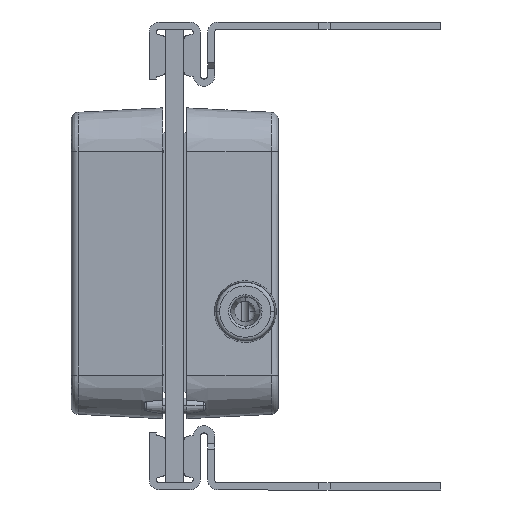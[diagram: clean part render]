
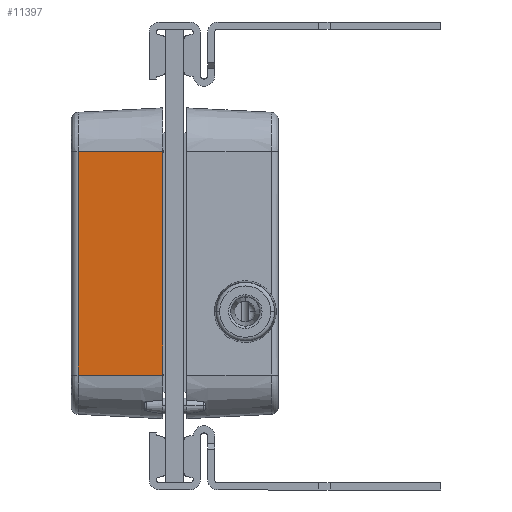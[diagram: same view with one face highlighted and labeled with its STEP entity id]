
A CAD part, left-side view. The second image highlights one B-rep face of the part: STEP entity #11397.
In plain terms, the highlighted face is planar.
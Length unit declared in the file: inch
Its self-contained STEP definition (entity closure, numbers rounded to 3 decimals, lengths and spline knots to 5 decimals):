
#2009 = ORIENTED_EDGE ( 'NONE', *, *, #6622, .F. ) ;
#2010 = ORIENTED_EDGE ( 'NONE', *, *, #11036, .T. ) ;
#2029 = ORIENTED_EDGE ( 'NONE', *, *, #6629, .F. ) ;
#2084 = ORIENTED_EDGE ( 'NONE', *, *, #6394, .T. ) ;
#2685 = LINE ( 'NONE', #3793, #2707 ) ;
#2707 = VECTOR ( 'NONE', #3794, 39.37008 ) ;
#2714 = LINE ( 'NONE', #3864, #2718 ) ;
#2718 = VECTOR ( 'NONE', #3863, 39.37008 ) ;
#2752 = VECTOR ( 'NONE', #3886, 39.37008 ) ;
#2767 = LINE ( 'NONE', #3888, #2752 ) ;
#3793 = CARTESIAN_POINT ( 'NONE',  ( 0.23295, -0.11967, 0.11927 ) ) ;
#3794 = DIRECTION ( 'NONE',  ( 0.052, -0.001, -0.999 ) ) ;
#3863 = DIRECTION ( 'NONE',  ( 0.052, 0.001, -0.999 ) ) ;
#3864 = CARTESIAN_POINT ( 'NONE',  ( 0.23597, 0.18571, 0.0615 ) ) ;
#3886 = DIRECTION ( 'NONE',  ( 0., 1., 0. ) ) ;
#3888 = CARTESIAN_POINT ( 'NONE',  ( 0.23295, 0.033, 0.11927 ) ) ;
#6363 = AXIS2_PLACEMENT_3D ( 'NONE', #8530, #8566, #8543 ) ;
#6394 = EDGE_CURVE ( 'NONE', #11723, #11514, #2685, .T. ) ;
#6622 = EDGE_CURVE ( 'NONE', #11686, #12604, #2714, .T. ) ;
#6629 = EDGE_CURVE ( 'NONE', #11723, #11686, #2767, .T. ) ;
#8091 = FACE_OUTER_BOUND ( 'NONE', #13174, .T. ) ;
#8232 = LINE ( 'NONE', #10912, #8240 ) ;
#8240 = VECTOR ( 'NONE', #10877, 39.37008 ) ;
#8530 = CARTESIAN_POINT ( 'NONE',  ( 0.239, -0.11974, 0.00375 ) ) ;
#8543 = DIRECTION ( 'NONE',  ( 0., 1., 0. ) ) ;
#8553 = PLANE ( 'NONE',  #6363 ) ;
#8566 = DIRECTION ( 'NONE',  ( 0.999, 0., 0.052 ) ) ;
#8851 = CARTESIAN_POINT ( 'NONE',  ( 0.239, -0.11974, 0.00375 ) ) ;
#8985 = CARTESIAN_POINT ( 'NONE',  ( 0.23295, 0.18567, 0.11927 ) ) ;
#9033 = CARTESIAN_POINT ( 'NONE',  ( 0.23295, -0.11967, 0.11927 ) ) ;
#9477 = CARTESIAN_POINT ( 'NONE',  ( 0.239, 0.18574, 0.00375 ) ) ;
#10877 = DIRECTION ( 'NONE',  ( 0., 1., 0. ) ) ;
#10912 = CARTESIAN_POINT ( 'NONE',  ( 0.239, 0.033, 0.00375 ) ) ;
#11036 = EDGE_CURVE ( 'NONE', #11514, #12604, #8232, .T. ) ;
#11397 = ADVANCED_FACE ( 'NONE', ( #8091 ), #8553, .T. ) ;
#11514 = VERTEX_POINT ( 'NONE', #8851 ) ;
#11686 = VERTEX_POINT ( 'NONE', #8985 ) ;
#11723 = VERTEX_POINT ( 'NONE', #9033 ) ;
#12604 = VERTEX_POINT ( 'NONE', #9477 ) ;
#13174 = EDGE_LOOP ( 'NONE', ( #2010, #2009, #2029, #2084 ) ) ;
